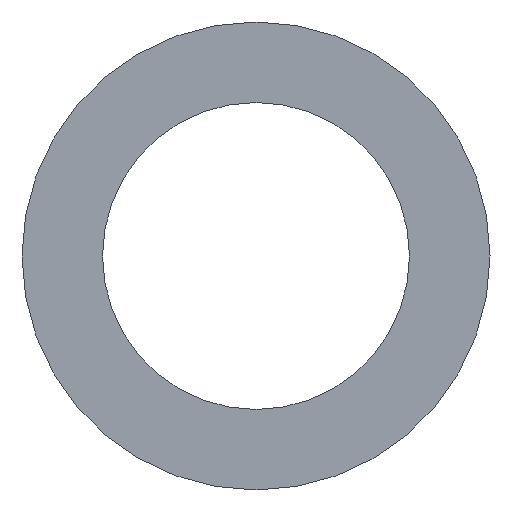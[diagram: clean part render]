
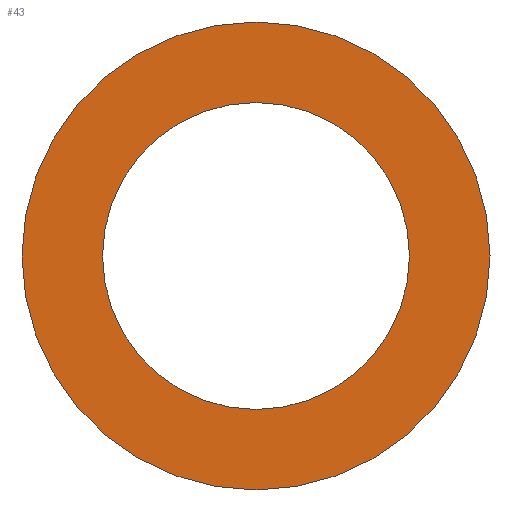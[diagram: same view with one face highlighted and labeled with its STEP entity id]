
A CAD part, left-side view. The second image highlights one B-rep face of the part: STEP entity #43.
In plain terms, the highlighted planar face has unit normal (-1, 0, 0).
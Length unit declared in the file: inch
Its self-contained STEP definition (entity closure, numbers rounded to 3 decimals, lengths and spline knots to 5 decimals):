
#3 = EDGE_CURVE ( 'NONE', #198, #203, #30, .T. ) ;
#4 = PLANE ( 'NONE',  #39 ) ;
#5 = DIRECTION ( 'NONE',  ( 1., 0., 0. ) ) ;
#14 = ORIENTED_EDGE ( 'NONE', *, *, #3, .F. ) ;
#30 = CIRCLE ( 'NONE', #57, 0.09375 ) ;
#36 = FACE_OUTER_BOUND ( 'NONE', #191, .T. ) ;
#39 = AXIS2_PLACEMENT_3D ( 'NONE', #213, #96, #53 ) ;
#43 = ADVANCED_FACE ( 'NONE', ( #36, #82 ), #4, .F. ) ;
#53 = DIRECTION ( 'NONE',  ( 0., 0., -1. ) ) ;
#56 = EDGE_CURVE ( 'NONE', #189, #148, #217, .T. ) ;
#57 = AXIS2_PLACEMENT_3D ( 'NONE', #177, #98, #117 ) ;
#78 = CARTESIAN_POINT ( 'NONE',  ( 0., 0., 0. ) ) ;
#82 = FACE_BOUND ( 'NONE', #135, .T. ) ;
#96 = DIRECTION ( 'NONE',  ( 1., 0., 0. ) ) ;
#98 = DIRECTION ( 'NONE',  ( 1., 0., 0. ) ) ;
#107 = ORIENTED_EDGE ( 'NONE', *, *, #56, .T. ) ;
#115 = AXIS2_PLACEMENT_3D ( 'NONE', #121, #5, #139 ) ;
#117 = DIRECTION ( 'NONE',  ( 0., 0., -1. ) ) ;
#121 = CARTESIAN_POINT ( 'NONE',  ( 0., 0., 0. ) ) ;
#135 = EDGE_LOOP ( 'NONE', ( #107, #220 ) ) ;
#139 = DIRECTION ( 'NONE',  ( 0., 0., -1. ) ) ;
#142 = EDGE_CURVE ( 'NONE', #148, #189, #199, .T. ) ;
#148 = VERTEX_POINT ( 'NONE', #151 ) ;
#151 = CARTESIAN_POINT ( 'NONE',  ( 0., 0., -0.0615 ) ) ;
#167 = AXIS2_PLACEMENT_3D ( 'NONE', #200, #223, #172 ) ;
#169 = DIRECTION ( 'NONE',  ( 1., 0., 0. ) ) ;
#172 = DIRECTION ( 'NONE',  ( 0., 0., -1. ) ) ;
#173 = CARTESIAN_POINT ( 'NONE',  ( 0., 0., -0.09375 ) ) ;
#175 = EDGE_CURVE ( 'NONE', #203, #198, #216, .T. ) ;
#176 = DIRECTION ( 'NONE',  ( 0., 0., -1. ) ) ;
#177 = CARTESIAN_POINT ( 'NONE',  ( 0., 0., 0. ) ) ;
#184 = AXIS2_PLACEMENT_3D ( 'NONE', #78, #169, #176 ) ;
#189 = VERTEX_POINT ( 'NONE', #222 ) ;
#190 = CARTESIAN_POINT ( 'NONE',  ( 0., 0., 0.09375 ) ) ;
#191 = EDGE_LOOP ( 'NONE', ( #14, #194 ) ) ;
#194 = ORIENTED_EDGE ( 'NONE', *, *, #175, .F. ) ;
#198 = VERTEX_POINT ( 'NONE', #190 ) ;
#199 = CIRCLE ( 'NONE', #115, 0.0615 ) ;
#200 = CARTESIAN_POINT ( 'NONE',  ( 0., 0., 0. ) ) ;
#203 = VERTEX_POINT ( 'NONE', #173 ) ;
#213 = CARTESIAN_POINT ( 'NONE',  ( 0., 0., 0. ) ) ;
#216 = CIRCLE ( 'NONE', #184, 0.09375 ) ;
#217 = CIRCLE ( 'NONE', #167, 0.0615 ) ;
#220 = ORIENTED_EDGE ( 'NONE', *, *, #142, .T. ) ;
#222 = CARTESIAN_POINT ( 'NONE',  ( 0., 0., 0.0615 ) ) ;
#223 = DIRECTION ( 'NONE',  ( 1., 0., 0. ) ) ;
